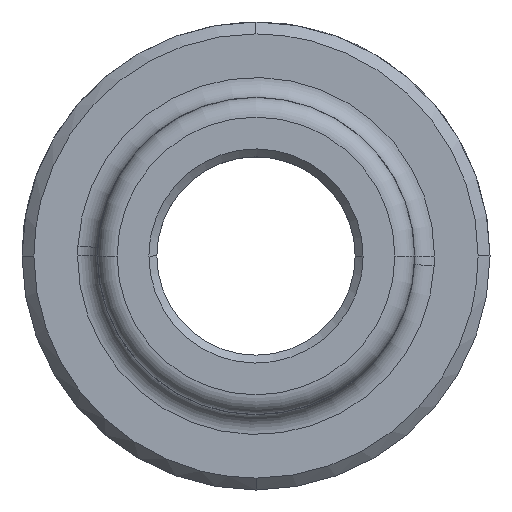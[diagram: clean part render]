
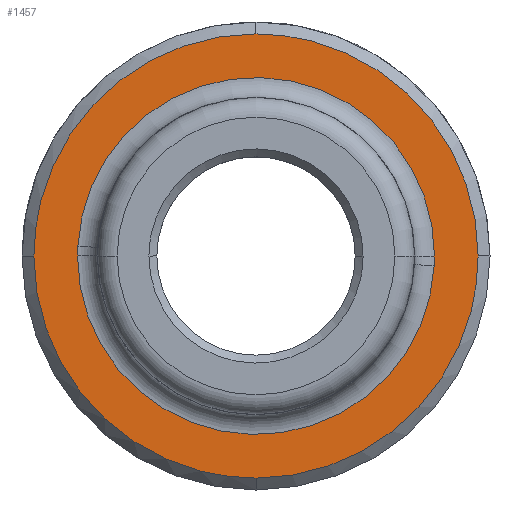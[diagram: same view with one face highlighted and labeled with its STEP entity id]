
A CAD part, front view. The second image highlights one B-rep face of the part: STEP entity #1457.
In plain terms, the highlighted planar face has unit normal (0, -1, 0).
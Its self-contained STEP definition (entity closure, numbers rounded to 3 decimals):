
#1117=CARTESIAN_POINT('Vertex',(-4.5,-10.2,0.)) ;
#1120=CARTESIAN_POINT('Axis2P3D Location',(0.,-10.2,0.)) ;
#1124=CARTESIAN_POINT('Vertex',(4.493,-10.2,-0.246)) ;
#1144=CARTESIAN_POINT('Axis2P3D Location',(0.,-10.2,0.)) ;
#1148=CARTESIAN_POINT('Vertex',(4.5,-10.2,0.)) ;
#1170=CARTESIAN_POINT('Axis2P3D Location',(0.,-10.2,0.)) ;
#1174=CARTESIAN_POINT('Vertex',(-4.493,-10.2,0.246)) ;
#1194=CARTESIAN_POINT('Axis2P3D Location',(0.,-10.2,0.)) ;
#1364=CARTESIAN_POINT('Axis2P3D Location',(0.,-10.2,0.)) ;
#1370=CARTESIAN_POINT('Control Point',(5.6,-10.2,0.)) ;
#1371=CARTESIAN_POINT('Control Point',(5.6,-10.2,0.58)) ;
#1372=CARTESIAN_POINT('Control Point',(5.525,-10.2,1.159)) ;
#1373=CARTESIAN_POINT('Control Point',(5.375,-10.2,1.726)) ;
#1374=CARTESIAN_POINT('Control Point',(4.932,-10.2,2.808)) ;
#1375=CARTESIAN_POINT('Control Point',(4.228,-10.2,3.741)) ;
#1376=CARTESIAN_POINT('Control Point',(3.817,-10.2,4.159)) ;
#1377=CARTESIAN_POINT('Control Point',(2.897,-10.2,4.88)) ;
#1378=CARTESIAN_POINT('Control Point',(1.823,-10.2,5.343)) ;
#1379=CARTESIAN_POINT('Control Point',(1.259,-10.2,5.503)) ;
#1380=CARTESIAN_POINT('Control Point',(0.661,-10.2,5.592)) ;
#1381=CARTESIAN_POINT('Control Point',(0.061,-10.2,5.6)) ;
#1382=CARTESIAN_POINT('Control Point',(0.041,-10.2,5.6)) ;
#1383=CARTESIAN_POINT('Control Point',(0.02,-10.2,5.6)) ;
#1384=CARTESIAN_POINT('Control Point',(0.,-10.2,5.6)) ;
#1385=CARTESIAN_POINT('Vertex',(5.6,-10.2,0.)) ;
#1387=CARTESIAN_POINT('Vertex',(0.,-10.2,5.6)) ;
#1391=CARTESIAN_POINT('Control Point',(0.,-10.2,5.6)) ;
#1392=CARTESIAN_POINT('Control Point',(-0.559,-10.2,5.6)) ;
#1393=CARTESIAN_POINT('Control Point',(-1.119,-10.2,5.53)) ;
#1394=CARTESIAN_POINT('Control Point',(-1.666,-10.2,5.39)) ;
#1395=CARTESIAN_POINT('Control Point',(-2.734,-10.2,4.97)) ;
#1396=CARTESIAN_POINT('Control Point',(-3.664,-10.2,4.295)) ;
#1397=CARTESIAN_POINT('Control Point',(-4.089,-10.2,3.892)) ;
#1398=CARTESIAN_POINT('Control Point',(-4.827,-10.2,2.985)) ;
#1399=CARTESIAN_POINT('Control Point',(-5.309,-10.2,1.92)) ;
#1400=CARTESIAN_POINT('Control Point',(-5.479,-10.2,1.359)) ;
#1401=CARTESIAN_POINT('Control Point',(-5.582,-10.2,0.742)) ;
#1402=CARTESIAN_POINT('Control Point',(-5.599,-10.2,0.122)) ;
#1403=CARTESIAN_POINT('Control Point',(-5.6,-10.2,0.081)) ;
#1404=CARTESIAN_POINT('Control Point',(-5.6,-10.2,0.041)) ;
#1405=CARTESIAN_POINT('Control Point',(-5.6,-10.2,0.)) ;
#1406=CARTESIAN_POINT('Vertex',(-5.6,-10.2,0.)) ;
#1410=CARTESIAN_POINT('Control Point',(-5.6,-10.2,0.)) ;
#1411=CARTESIAN_POINT('Control Point',(-5.6,-10.2,-0.58)) ;
#1412=CARTESIAN_POINT('Control Point',(-5.525,-10.2,-1.159)) ;
#1413=CARTESIAN_POINT('Control Point',(-5.375,-10.2,-1.726)) ;
#1414=CARTESIAN_POINT('Control Point',(-4.932,-10.2,-2.808)) ;
#1415=CARTESIAN_POINT('Control Point',(-4.228,-10.2,-3.741)) ;
#1416=CARTESIAN_POINT('Control Point',(-3.817,-10.2,-4.159)) ;
#1417=CARTESIAN_POINT('Control Point',(-2.897,-10.2,-4.88)) ;
#1418=CARTESIAN_POINT('Control Point',(-1.823,-10.2,-5.343)) ;
#1419=CARTESIAN_POINT('Control Point',(-1.259,-10.2,-5.503)) ;
#1420=CARTESIAN_POINT('Control Point',(-0.661,-10.2,-5.592)) ;
#1421=CARTESIAN_POINT('Control Point',(-0.061,-10.2,-5.6)) ;
#1422=CARTESIAN_POINT('Control Point',(-0.041,-10.2,-5.6)) ;
#1423=CARTESIAN_POINT('Control Point',(-0.02,-10.2,-5.6)) ;
#1424=CARTESIAN_POINT('Control Point',(0.,-10.2,-5.6)) ;
#1425=CARTESIAN_POINT('Vertex',(0.,-10.2,-5.6)) ;
#1429=CARTESIAN_POINT('Control Point',(0.,-10.2,-5.6)) ;
#1430=CARTESIAN_POINT('Control Point',(0.559,-10.2,-5.6)) ;
#1431=CARTESIAN_POINT('Control Point',(1.119,-10.2,-5.53)) ;
#1432=CARTESIAN_POINT('Control Point',(1.666,-10.2,-5.39)) ;
#1433=CARTESIAN_POINT('Control Point',(2.734,-10.2,-4.97)) ;
#1434=CARTESIAN_POINT('Control Point',(3.664,-10.2,-4.295)) ;
#1435=CARTESIAN_POINT('Control Point',(4.089,-10.2,-3.892)) ;
#1436=CARTESIAN_POINT('Control Point',(4.827,-10.2,-2.985)) ;
#1437=CARTESIAN_POINT('Control Point',(5.309,-10.2,-1.92)) ;
#1438=CARTESIAN_POINT('Control Point',(5.479,-10.2,-1.359)) ;
#1439=CARTESIAN_POINT('Control Point',(5.582,-10.2,-0.742)) ;
#1440=CARTESIAN_POINT('Control Point',(5.599,-10.2,-0.122)) ;
#1441=CARTESIAN_POINT('Control Point',(5.6,-10.2,-0.081)) ;
#1442=CARTESIAN_POINT('Control Point',(5.6,-10.2,-0.041)) ;
#1443=CARTESIAN_POINT('Control Point',(5.6,-10.2,0.)) ;
#1121=DIRECTION('Axis2P3D Direction',(0.,1.,0.)) ;
#1145=DIRECTION('Axis2P3D Direction',(0.,1.,0.)) ;
#1171=DIRECTION('Axis2P3D Direction',(0.,1.,0.)) ;
#1195=DIRECTION('Axis2P3D Direction',(0.,1.,0.)) ;
#1365=DIRECTION('Axis2P3D Direction',(-0.,1.,0.)) ;
#1366=DIRECTION('Axis2P3D XDirection',(1.,0.,0.)) ;
#1122=AXIS2_PLACEMENT_3D('Circle Axis2P3D',#1120,#1121,$) ;
#1146=AXIS2_PLACEMENT_3D('Circle Axis2P3D',#1144,#1145,$) ;
#1172=AXIS2_PLACEMENT_3D('Circle Axis2P3D',#1170,#1171,$) ;
#1196=AXIS2_PLACEMENT_3D('Circle Axis2P3D',#1194,#1195,$) ;
#1367=AXIS2_PLACEMENT_3D('Plane Axis2P3D',#1364,#1365,#1366) ;
#1446=ORIENTED_EDGE('',*,*,#1389,.T.) ;
#1447=ORIENTED_EDGE('',*,*,#1408,.T.) ;
#1448=ORIENTED_EDGE('',*,*,#1427,.T.) ;
#1449=ORIENTED_EDGE('',*,*,#1444,.T.) ;
#1452=ORIENTED_EDGE('',*,*,#1150,.F.) ;
#1453=ORIENTED_EDGE('',*,*,#1126,.F.) ;
#1454=ORIENTED_EDGE('',*,*,#1198,.F.) ;
#1455=ORIENTED_EDGE('',*,*,#1176,.F.) ;
#1456=FACE_BOUND('',#1451,.T.) ;
#1457=ADVANCED_FACE('MANIFOLD_SOLID_BREP #1591',(#1450,#1456),#1368,.F.) ;
#1369=B_SPLINE_CURVE_WITH_KNOTS('',5,(#1370,#1371,#1372,#1373,#1374,#1375,#1376,#1377,#1378,#1379,#1380,#1381,#1382,#1383,#1384),.UNSPECIFIED.,.F.,.U.,(6,3,3,3,6),(0.,4.099,8.197,12.296,12.44),.UNSPECIFIED.) ;
#1390=B_SPLINE_CURVE_WITH_KNOTS('',5,(#1391,#1392,#1393,#1394,#1395,#1396,#1397,#1398,#1399,#1400,#1401,#1402,#1403,#1404,#1405),.UNSPECIFIED.,.F.,.U.,(6,3,3,3,6),(12.44,16.395,20.494,24.592,24.88),.UNSPECIFIED.) ;
#1409=B_SPLINE_CURVE_WITH_KNOTS('',5,(#1410,#1411,#1412,#1413,#1414,#1415,#1416,#1417,#1418,#1419,#1420,#1421,#1422,#1423,#1424),.UNSPECIFIED.,.F.,.U.,(6,3,3,3,6),(0.,4.099,8.197,12.296,12.44),.UNSPECIFIED.) ;
#1428=B_SPLINE_CURVE_WITH_KNOTS('',5,(#1429,#1430,#1431,#1432,#1433,#1434,#1435,#1436,#1437,#1438,#1439,#1440,#1441,#1442,#1443),.UNSPECIFIED.,.F.,.U.,(6,3,3,3,6),(12.44,16.395,20.494,24.592,24.88),.UNSPECIFIED.) ;
#1123=CIRCLE('generated circle',#1122,4.5) ;
#1147=CIRCLE('generated circle',#1146,4.5) ;
#1173=CIRCLE('generated circle',#1172,4.5) ;
#1197=CIRCLE('generated circle',#1196,4.5) ;
#1126=EDGE_CURVE('',#1118,#1125,#1123,.F.) ;
#1150=EDGE_CURVE('',#1125,#1149,#1147,.F.) ;
#1176=EDGE_CURVE('',#1149,#1175,#1173,.F.) ;
#1198=EDGE_CURVE('',#1175,#1118,#1197,.F.) ;
#1389=EDGE_CURVE('',#1386,#1388,#1369,.T.) ;
#1408=EDGE_CURVE('',#1388,#1407,#1390,.T.) ;
#1427=EDGE_CURVE('',#1407,#1426,#1409,.T.) ;
#1444=EDGE_CURVE('',#1426,#1386,#1428,.T.) ;
#1445=EDGE_LOOP('',(#1446,#1447,#1448,#1449)) ;
#1451=EDGE_LOOP('',(#1452,#1453,#1454,#1455)) ;
#1450=FACE_OUTER_BOUND('',#1445,.T.) ;
#1368=PLANE('',#1367) ;
#1118=VERTEX_POINT('',#1117) ;
#1125=VERTEX_POINT('',#1124) ;
#1149=VERTEX_POINT('',#1148) ;
#1175=VERTEX_POINT('',#1174) ;
#1386=VERTEX_POINT('',#1385) ;
#1388=VERTEX_POINT('',#1387) ;
#1407=VERTEX_POINT('',#1406) ;
#1426=VERTEX_POINT('',#1425) ;
